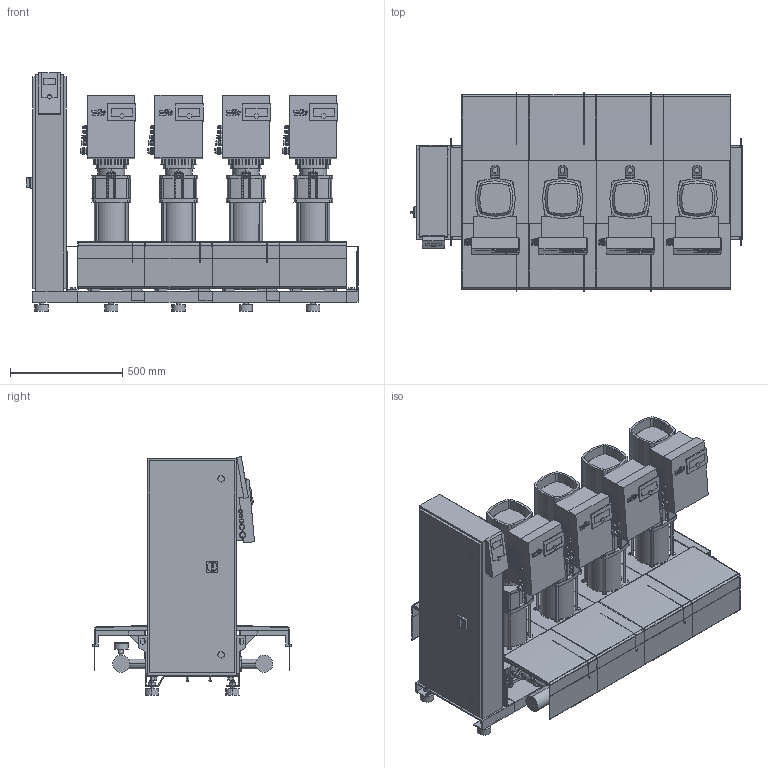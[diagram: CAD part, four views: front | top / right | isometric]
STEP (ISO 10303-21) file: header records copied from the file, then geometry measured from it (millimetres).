
FILE_DESCRIPTION((''),'2;1');
FILE_NAME('3d_SiBoostSmart4HelixEXCEL606-2537649.stp','2016-08-24T10:28:13',(''),(''),'Mechanical Desktop 2009','Mechanical Desktop 2009',', , ');
FILE_SCHEMA(('CONFIG_CONTROL_DESIGN'));
Length unit declared in the file: millimetre
Products named in the file (1): Product
Bounding box: 1480 x 885 x 1063.4 mm (x, y, z)
Volume: 181933971.6 mm3; surface area: 17137672.3 mm2
Topology: 221 solids, 221 shells, 6779 faces, 17284 edges, 11274 vertices
Faces by surface type: plane 2709, bspline 2385, cylinder 1457, cone 214, torus 10, sphere 4
Entity records: 216649 total; most frequent: CARTESIAN_POINT 56295, ORIENTED_EDGE 34528, DIRECTION 30166, EDGE_CURVE 17264, VECTOR 11944, LINE 11944, VERTEX_POINT 11270, AXIS2_PLACEMENT_3D 9111
